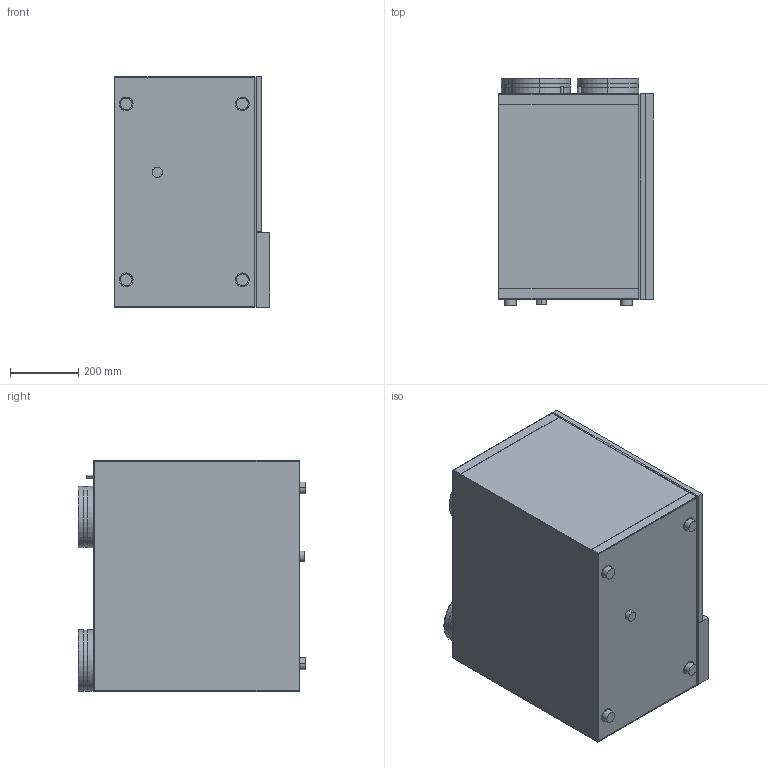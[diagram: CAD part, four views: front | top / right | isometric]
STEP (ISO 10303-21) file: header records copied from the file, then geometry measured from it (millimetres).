
FILE_DESCRIPTION (( 'STEP AP214' ), '1' );
FILE_NAME ('WRG 400-EC.STEP', '2009-07-22T13:30:01', ( 'Wolfgang Schmidt' ), ( 'WS-KO' ), 'SwSTEP 2.0', 'SolidWorks 2008', '' );
FILE_SCHEMA (( 'AUTOMOTIVE_DESIGN' ));
Length unit declared in the file: millimetre
Products named in the file (1): WRG 400-EC
Bounding box: 455 x 665 x 676 mm (x, y, z)
Volume: 13550260.1 mm3; surface area: 4664416 mm2
Topology: 8 solids, 8 shells, 564 faces, 1496 edges, 984 vertices
Faces by surface type: plane 361, bspline 137, cylinder 66
Entity records: 22948 total; most frequent: CARTESIAN_POINT 9402, ORIENTED_EDGE 2992, DIRECTION 2218, EDGE_CURVE 1496, LINE 1074, VECTOR 1074, VERTEX_POINT 984, EDGE_LOOP 624
